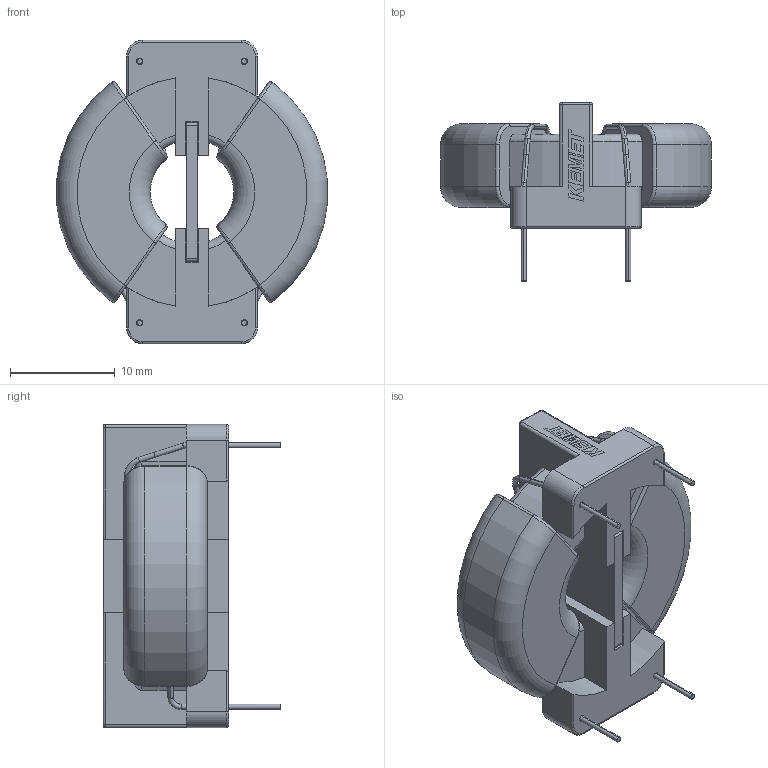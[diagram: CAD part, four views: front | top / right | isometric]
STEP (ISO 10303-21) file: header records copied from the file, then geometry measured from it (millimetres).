
FILE_DESCRIPTION (( 'STEP AP214' ), '1' );
FILE_NAME ('SC-02-20JS.STEP', '2019-02-05T07:49:37', ( '' ), ( '' ), 'SwSTEP 2.0', 'SolidWorks 2018', '' );
FILE_SCHEMA (( 'AUTOMOTIVE_DESIGN' ));
Length unit declared in the file: millimetre
Products named in the file (1): SC-02-20JS
Bounding box: 25.91 x 17 x 29 mm (x, y, z)
Volume: 3899.8 mm3; surface area: 3400.4 mm2
Topology: 1 solids, 5 shells, 355 faces, 954 edges, 616 vertices
Faces by surface type: plane 146, cylinder 133, torus 60, bspline 16
Entity records: 16051 total; most frequent: CARTESIAN_POINT 3092, DIRECTION 1926, ORIENTED_EDGE 1908, EDGE_CURVE 954, AXIS2_PLACEMENT_3D 706, VERTEX_POINT 616, LINE 514, VECTOR 514
